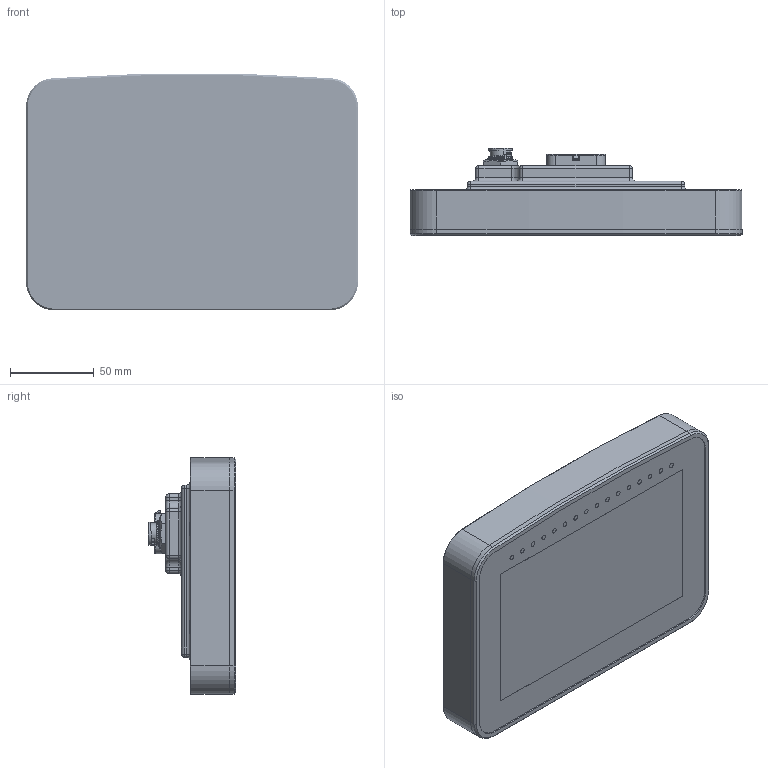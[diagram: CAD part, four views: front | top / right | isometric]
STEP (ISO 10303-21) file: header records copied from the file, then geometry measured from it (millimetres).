
FILE_DESCRIPTION(/* description */ (''),/* implementation_level */ '2;1');
FILE_NAME(/* name */ 'Emtron_ED7.step',/* time_stamp */ '2025-07-22T17:00:00+10:00',/* author */ (''),/* organization */ (''),/* preprocessor_version */ 'ST-DEVELOPER v20.1',/* originating_system */ 'Autodesk Translation Framework v14.10.0.0',/* authorisation */ '');
FILE_SCHEMA (('AUTOMOTIVE_DESIGN { 1 0 10303 214 3 1 1 }'));
Products named in the file (8): Emtron_ED7M; 03210022-A_¹q°T²°-A(V2)_©³®
y-¦¨«~_20241220; 03210000-A_¹q°T²°-A(V1)_®Ø¬
[-¦¨«~_20240819; ED7M_Glass; GT11C200-10 v5; c-2388688-1-a-3d v1; Hexagon Socket Head Cap Screw ISO 4762 - M3 x 5 Stainless Steel A4 Pl
ain v1; 90666A121_Super-Corrosion-Resistant 316 Stainless Steel Socket Head S
crew
Assembly tree (29 placements, depth 2):
  Emtron_ED7M
    03210022-A_¹q°T²°-A(V2)_©³®
y-¦¨«~_20241220
    03210000-A_¹q°T²°-A(V1)_®Ø¬
[-¦¨«~_20240819
    ED7M_Glass
    GT11C200-10 v5
    c-2388688-1-a-3d v1
    Hexagon Socket Head Cap Screw ISO 4762 - M3 x 5 Stainless Steel A4 Pl
ain v1  x20
    90666A121_Super-Corrosion-Resistant 316 Stainless Steel Socket Head S
crew  x4
Bounding box: 198.4 x 52.25 x 141.5 mm (x, y, z)
Volume: 773361.9 mm3; surface area: 258194.5 mm2
Topology: 32 solids, 33 shells, 3059 faces, 7299 edges, 4558 vertices
Faces by surface type: plane 1759, cylinder 851, cone 248, torus 124, bspline 67, sphere 10
Full cylindrical faces by diameter (mm): 0.6 x24, 1 x68, 2 x4, 2.5 x17, 2.7 x8, 2.927 x20, 3 x32, 3.961 x32, 4 x4, 4.2 x28, 5 x36, 5.066 x28, 5.5 x24, 6.1 x24, 8 x4, 8.5 x4, 11.6 x2, 11.9 x1, 12.5 x1, 14.6 x1, 14.86 x2, 15 x1, 15.88 x3, 20.5 x1
Entity records: 98221 total; most frequent: CARTESIAN_POINT 38089, ORIENTED_EDGE 12348, DIRECTION 12329, EDGE_CURVE 6174, AXIS2_PLACEMENT_3D 4204, LINE 3921, VECTOR 3921, VERTEX_POINT 3912
